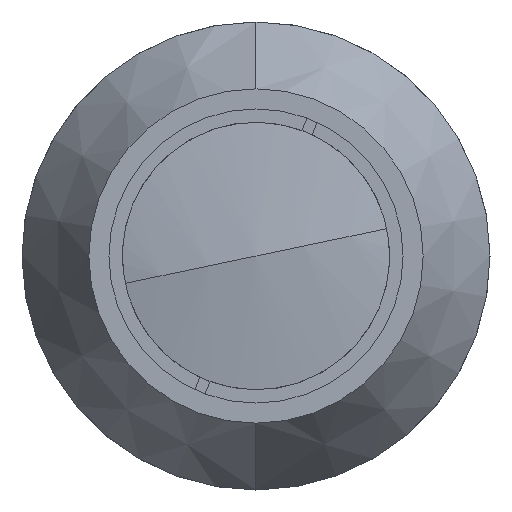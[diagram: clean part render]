
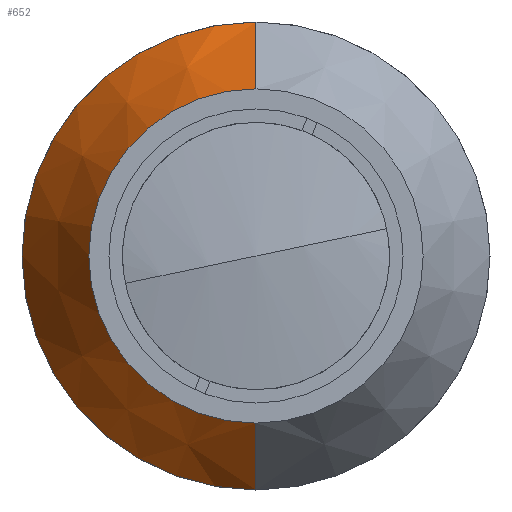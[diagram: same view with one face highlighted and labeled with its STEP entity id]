
A CAD part, left-side view. The second image highlights one B-rep face of the part: STEP entity #652.
In plain terms, the highlighted conical face has half-angle 30 degrees and reference radius 21 mm.
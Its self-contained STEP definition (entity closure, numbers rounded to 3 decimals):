
#169 = AXIS2_PLACEMENT_3D ( 'NONE', #1535, #1167, #553 ) ;
#194 = CARTESIAN_POINT ( 'NONE',  ( 15., 0., 0. ) ) ;
#207 = ORIENTED_EDGE ( 'NONE', *, *, #3731, .F. ) ;
#339 = DIRECTION ( 'NONE',  ( 0.866, 0., 0.5 ) ) ;
#391 = EDGE_CURVE ( 'NONE', #2319, #1077, #3994, .T. ) ;
#397 = CARTESIAN_POINT ( 'NONE',  ( 25.392, 0., -21. ) ) ;
#434 = VECTOR ( 'NONE', #754, 1000. ) ;
#553 = DIRECTION ( 'NONE',  ( 0., 0., -1. ) ) ;
#652 = ADVANCED_FACE ( 'NONE', ( #3924 ), #4073, .T. ) ;
#702 = CARTESIAN_POINT ( 'NONE',  ( 15., 0., 15. ) ) ;
#754 = DIRECTION ( 'NONE',  ( 0.866, 0., -0.5 ) ) ;
#792 = VERTEX_POINT ( 'NONE', #397 ) ;
#1077 = VERTEX_POINT ( 'NONE', #4048 ) ;
#1112 = LINE ( 'NONE', #3164, #434 ) ;
#1167 = DIRECTION ( 'NONE',  ( 1., 0., 0. ) ) ;
#1322 = AXIS2_PLACEMENT_3D ( 'NONE', #4129, #2009, #1333 ) ;
#1333 = DIRECTION ( 'NONE',  ( 0., 0., 1. ) ) ;
#1459 = VECTOR ( 'NONE', #339, 1000. ) ;
#1535 = CARTESIAN_POINT ( 'NONE',  ( 25.392, 0., 0. ) ) ;
#1545 = EDGE_CURVE ( 'NONE', #2319, #1938, #3436, .T. ) ;
#1938 = VERTEX_POINT ( 'NONE', #2074 ) ;
#2009 = DIRECTION ( 'NONE',  ( -1., 0., 0. ) ) ;
#2074 = CARTESIAN_POINT ( 'NONE',  ( 25.392, 0., 21. ) ) ;
#2109 = CARTESIAN_POINT ( 'NONE',  ( 25.392, 0., 21. ) ) ;
#2152 = ORIENTED_EDGE ( 'NONE', *, *, #1545, .T. ) ;
#2319 = VERTEX_POINT ( 'NONE', #702 ) ;
#2632 = AXIS2_PLACEMENT_3D ( 'NONE', #194, #4288, #4264 ) ;
#2763 = EDGE_CURVE ( 'NONE', #1938, #792, #3263, .T. ) ;
#3081 = ORIENTED_EDGE ( 'NONE', *, *, #2763, .T. ) ;
#3106 = EDGE_LOOP ( 'NONE', ( #4013, #2152, #3081, #207 ) ) ;
#3164 = CARTESIAN_POINT ( 'NONE',  ( 25.392, 0., -21. ) ) ;
#3263 = CIRCLE ( 'NONE', #1322, 21. ) ;
#3436 = LINE ( 'NONE', #2109, #1459 ) ;
#3731 = EDGE_CURVE ( 'NONE', #1077, #792, #1112, .T. ) ;
#3924 = FACE_OUTER_BOUND ( 'NONE', #3106, .T. ) ;
#3994 = CIRCLE ( 'NONE', #2632, 15. ) ;
#4013 = ORIENTED_EDGE ( 'NONE', *, *, #391, .F. ) ;
#4048 = CARTESIAN_POINT ( 'NONE',  ( 15., 0., -15. ) ) ;
#4073 = CONICAL_SURFACE ( 'NONE', #169, 21., 0.524 ) ;
#4129 = CARTESIAN_POINT ( 'NONE',  ( 25.392, 0., 0. ) ) ;
#4264 = DIRECTION ( 'NONE',  ( 0., 0., 1. ) ) ;
#4288 = DIRECTION ( 'NONE',  ( -1., 0., 0. ) ) ;
